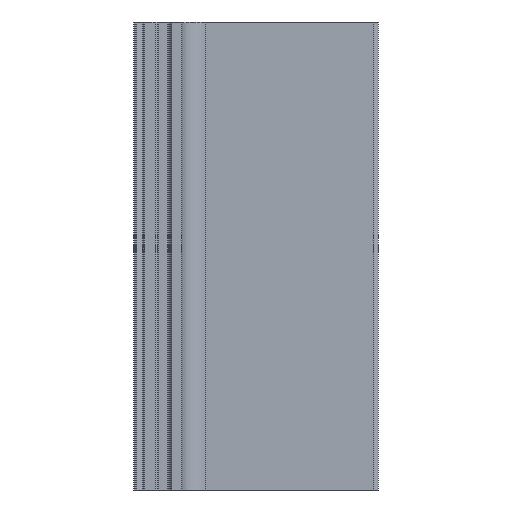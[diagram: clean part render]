
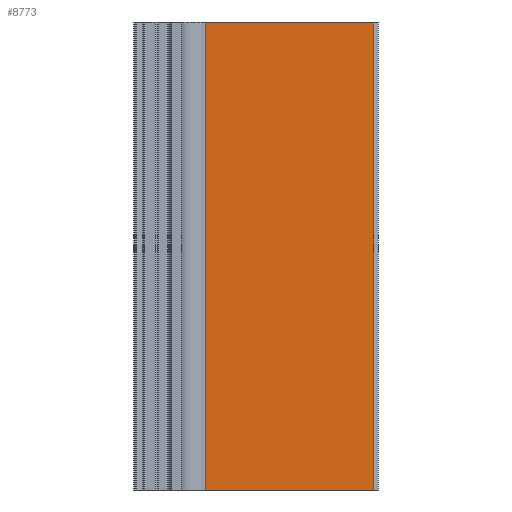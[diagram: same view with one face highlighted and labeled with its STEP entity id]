
A CAD part, front view. The second image highlights one B-rep face of the part: STEP entity #8773.
In plain terms, the highlighted planar face has unit normal (0, -1, 0).
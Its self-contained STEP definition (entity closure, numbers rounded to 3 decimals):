
#1167=FACE_OUTER_BOUND('',#1645,.T.);
#1645=EDGE_LOOP('',(#5823,#5824,#5825,#5826));
#2123=LINE('',#13657,#2783);
#2124=LINE('',#13659,#2784);
#2125=LINE('',#13661,#2785);
#2126=LINE('',#13662,#2786);
#2783=VECTOR('',#10503,36.);
#2784=VECTOR('',#10504,100.);
#2785=VECTOR('',#10505,36.);
#2786=VECTOR('',#10506,100.);
#3443=VERTEX_POINT('',#13655);
#3444=VERTEX_POINT('',#13656);
#3445=VERTEX_POINT('',#13658);
#3446=VERTEX_POINT('',#13660);
#4395=EDGE_CURVE('',#3443,#3444,#2123,.T.);
#4396=EDGE_CURVE('',#3444,#3445,#2124,.T.);
#4397=EDGE_CURVE('',#3446,#3445,#2125,.T.);
#4398=EDGE_CURVE('',#3443,#3446,#2126,.T.);
#5823=ORIENTED_EDGE('',*,*,#4395,.T.);
#5824=ORIENTED_EDGE('',*,*,#4396,.T.);
#5825=ORIENTED_EDGE('',*,*,#4397,.F.);
#5826=ORIENTED_EDGE('',*,*,#4398,.F.);
#8679=PLANE('',#9253);
#8773=ADVANCED_FACE('',(#1167),#8679,.T.);
#9253=AXIS2_PLACEMENT_3D('',#13654,#10501,#10502);
#10501=DIRECTION('center_axis',(0.,-1.,
0.));
#10502=DIRECTION('ref_axis',(-1.,0.,0.));
#10503=DIRECTION('',(-1.,0.,0.));
#10504=DIRECTION('',(0.,0.,-1.));
#10505=DIRECTION('',(-1.,0.,0.));
#10506=DIRECTION('',(0.,0.,-1.));
#13654=CARTESIAN_POINT('Origin',(49.,12.5,0.));
#13655=CARTESIAN_POINT('',(49.,12.5,0.));
#13656=CARTESIAN_POINT('',(13.,12.5,0.));
#13657=CARTESIAN_POINT('',(49.,12.5,0.));
#13658=CARTESIAN_POINT('',(13.,12.5,-100.));
#13659=CARTESIAN_POINT('',(13.,12.5,0.));
#13660=CARTESIAN_POINT('',(49.,12.5,-100.));
#13661=CARTESIAN_POINT('',(49.,12.5,-100.));
#13662=CARTESIAN_POINT('',(49.,12.5,0.));
